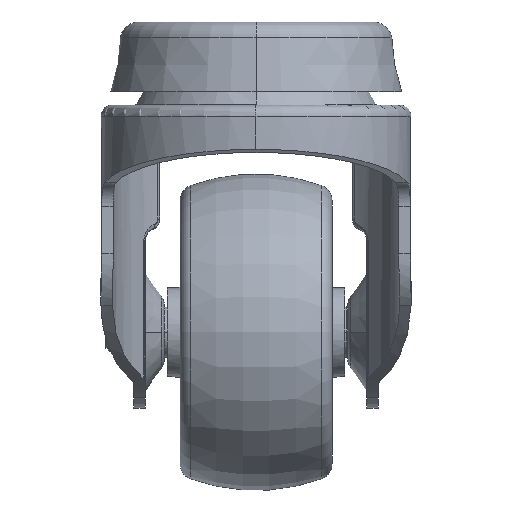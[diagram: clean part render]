
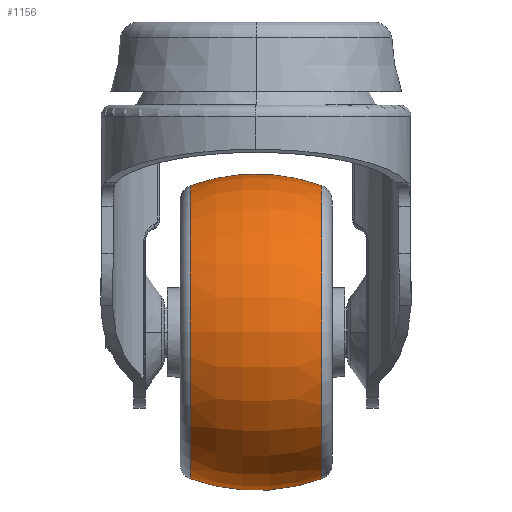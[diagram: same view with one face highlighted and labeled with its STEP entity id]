
A CAD part, left-side view. The second image highlights one B-rep face of the part: STEP entity #1156.
In plain terms, the highlighted toroidal (fillet/blend) face has major radius 5.05 mm and minor radius 30.05 mm.
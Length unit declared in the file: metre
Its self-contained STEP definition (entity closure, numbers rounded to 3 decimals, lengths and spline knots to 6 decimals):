
#1156=ADVANCED_FACE('',(#1813),#1814,.T.);
#1813=FACE_OUTER_BOUND('',#6003,.T.);
#1814=TOROIDAL_SURFACE('',#6004,-0.00505,0.03005);
#6003=EDGE_LOOP('',(#15000,#15001,#15002,#15003));
#6004=AXIS2_PLACEMENT_3D('',#15004,#15005,#15006);
#15000=ORIENTED_EDGE('',*,*,#17180,.T.);
#15001=ORIENTED_EDGE('',*,*,#17203,.F.);
#15002=ORIENTED_EDGE('',*,*,#17182,.T.);
#15003=ORIENTED_EDGE('',*,*,#17201,.T.);
#15004=CARTESIAN_POINT('',(0.0,0.,0.0));
#15005=DIRECTION('',(0.0,1.0,0.0));
#15006=DIRECTION('',(0.0,0.0,1.0));
#17180=EDGE_CURVE('',#18409,#18401,#18410,.T.);
#17182=EDGE_CURVE('',#18404,#18411,#18413,.T.);
#17201=EDGE_CURVE('',#18411,#18409,#18444,.T.);
#17203=EDGE_CURVE('',#18404,#18401,#18446,.T.);
#18401=VERTEX_POINT('',#21070);
#18404=VERTEX_POINT('',#21073);
#18409=VERTEX_POINT('',#21078);
#18410=CIRCLE('',#21079,0.03005);
#18411=VERTEX_POINT('',#21080);
#18413=CIRCLE('',#21082,0.03005);
#18444=CIRCLE('',#21118,0.023157);
#18446=CIRCLE('',#21120,0.023157);
#21070=CARTESIAN_POINT('',(0.0,0.010362,0.023157));
#21073=CARTESIAN_POINT('',(0.,0.010362,-0.023157));
#21078=CARTESIAN_POINT('',(0.0,-0.010362,0.023157));
#21079=AXIS2_PLACEMENT_3D('',#31990,#31991,#31992);
#21080=CARTESIAN_POINT('',(0.,-0.010362,-0.023157));
#21082=AXIS2_PLACEMENT_3D('',#31996,#31997,#31998);
#21118=AXIS2_PLACEMENT_3D('',#32043,#32044,#32045);
#21120=AXIS2_PLACEMENT_3D('',#32049,#32050,#32051);
#31990=CARTESIAN_POINT('',(0.,0.,-0.00505));
#31991=DIRECTION('',(-1.0,0.0,0.));
#31992=DIRECTION('',(0.,-0.0,1.0));
#31996=CARTESIAN_POINT('',(0.,0.,0.00505));
#31997=DIRECTION('',(-1.0,0.0,0.));
#31998=DIRECTION('',(0.,0.0,-1.0));
#32043=CARTESIAN_POINT('',(0.0,-0.010362,0.0));
#32044=DIRECTION('',(0.0,1.0,0.0));
#32045=DIRECTION('',(0.0,0.0,1.0));
#32049=CARTESIAN_POINT('',(0.0,0.010362,0.0));
#32050=DIRECTION('',(0.0,1.0,0.0));
#32051=DIRECTION('',(0.0,0.0,1.0));
